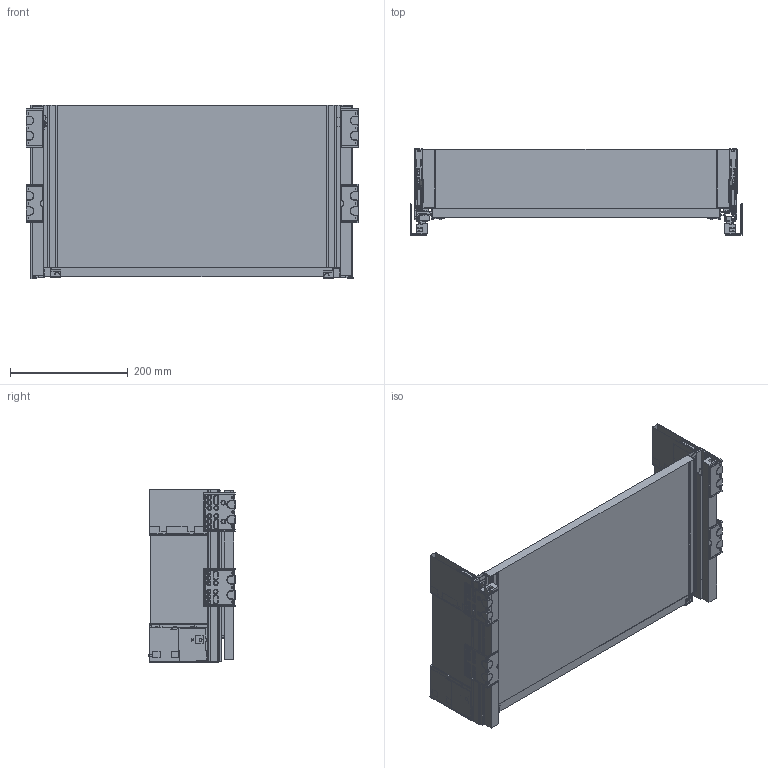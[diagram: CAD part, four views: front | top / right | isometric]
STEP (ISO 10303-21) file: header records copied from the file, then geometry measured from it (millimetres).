
FILE_DESCRIPTION(/* description */ (''),/* implementation_level */ '2;1');
FILE_NAME(/* name */ 'AXIS PRO GLASS 116_300.stp',/* time_stamp */ '2023-08-08T13:10:36+02:00',/* author */ ('tomaszw'),/* organization */ (''),/* preprocessor_version */ 'ST-DEVELOPER v19.2',/* originating_system */ 'Autodesk Inventor 2023',/* authorisation */ '');
FILE_SCHEMA (('AUTOMOTIVE_DESIGN { 1 0 10303 214 3 1 1 }'));
Products named in the file (2): AXIS PRO GLASS; AXIS PRO GLASS_116_300
Assembly tree (1 placements, depth 2):
  AXIS PRO GLASS
    AXIS PRO GLASS_116_300
Bounding box: 563.9 x 146.45 x 295.26 mm (x, y, z)
Volume: 3844670.5 mm3; surface area: 1053873.8 mm2
Topology: 48 solids, 49 shells, 4413 faces, 11894 edges, 7582 vertices
Faces by surface type: plane 2600, cylinder 1111, bspline 366, sphere 121, torus 112, cone 103
Full cylindrical faces by diameter (mm): 2.4 x7, 2.8 x4, 2.9 x1, 3.7 x3, 3.8 x2, 4 x3, 4.134 x8, 4.25 x1, 4.85 x8, 5 x13, 5.5 x1, 6 x36, 7 x2, 8.5 x4, 8.8 x8, 9.2 x2, 10 x11, 10.4 x4
Entity records: 204233 total; most frequent: CARTESIAN_POINT 91729, ORIENTED_EDGE 23631, DIRECTION 21489, EDGE_CURVE 11848, LINE 8183, VECTOR 8183, VERTEX_POINT 7606, AXIS2_PLACEMENT_3D 6653
